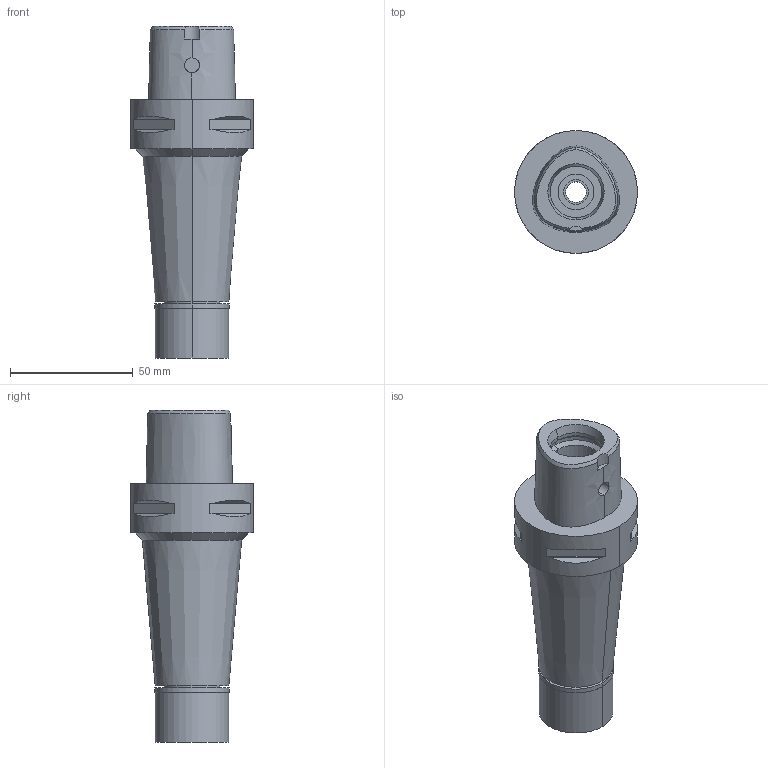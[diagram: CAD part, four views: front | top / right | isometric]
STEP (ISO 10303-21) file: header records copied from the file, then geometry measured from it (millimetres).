
FILE_DESCRIPTION (( 'STEP AP203' ), '1' );
FILE_NAME ('C5-MEGA8E-105.stp', '2019-07-03T18:19:40', ( '' ), ( '' ), 'SwSTEP 2.0', 'SolidWorks 2019', '' );
FILE_SCHEMA (( 'CONFIG_CONTROL_DESIGN' ));
Length unit declared in the file: millimetre
Products named in the file (7): C5-MEGA8E-105-080_ASM.stp; C5-MEGA8E-105-080.stp; C5-MEGA8E-105_1.stp; DXF_TEMP_ASSY_ASM_4_ASM.stp; MEN8_1.stp; C5-MEGA8E-105; C5-MEGA8E-105-080-FreeParts
Assembly tree (5 placements, depth 5):
  C5-MEGA8E-105
    C5-MEGA8E-105-080.stp
      C5-MEGA8E-105-080_ASM.stp
        DXF_TEMP_ASSY_ASM_4_ASM.stp
          C5-MEGA8E-105_1.stp
          MEN8_1.stp
  C5-MEGA8E-105-080-FreeParts
Bounding box: 50 x 50 x 135 mm (x, y, z)
Volume: 124454.8 mm3; surface area: 27561.8 mm2
Topology: 2 solids, 2 shells, 100 faces, 216 edges, 133 vertices
Faces by surface type: cylinder 39, plane 37, cone 18, bspline 4, torus 2
Entity records: 4936 total; most frequent: CARTESIAN_POINT 2012, DIRECTION 507, ORIENTED_EDGE 432, EDGE_CURVE 216, AXIS2_PLACEMENT_3D 211, VERTEX_POINT 133, EDGE_LOOP 119, CIRCLE 104
